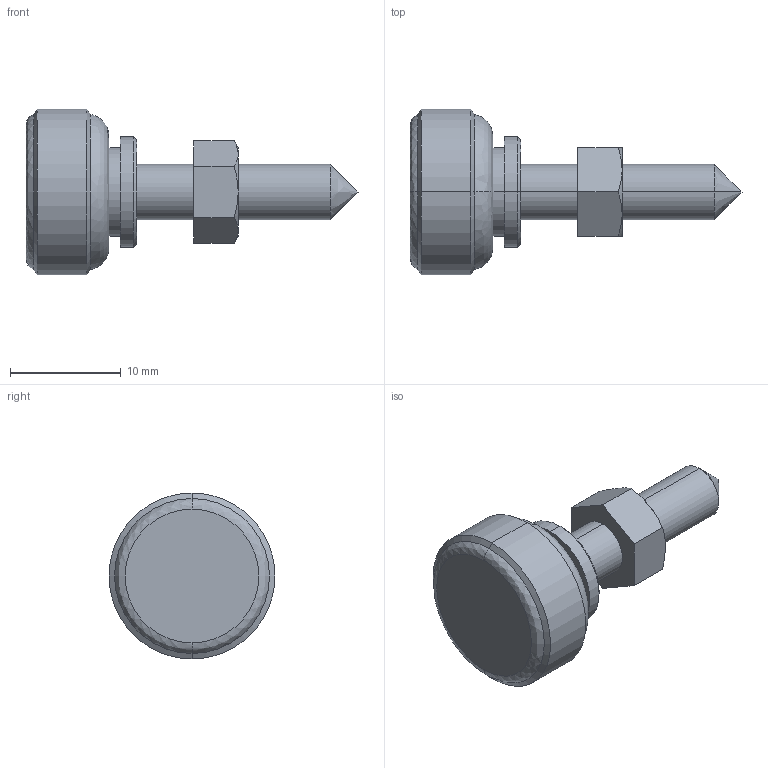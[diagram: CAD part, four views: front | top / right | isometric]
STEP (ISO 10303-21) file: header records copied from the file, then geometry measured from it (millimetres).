
FILE_DESCRIPTION( (''), '2;1');
FILE_NAME ('PC3955.24684.THA_340SUS_15_5_N_22299.stp','2025-12-02T13:25:04',(''),(''),'spGate 20.6.3 (****-****-****-****)','','');
FILE_SCHEMA (('AUTOMOTIVE_DESIGN'));
Length unit declared in the file: millimetre
Products named in the file (3): Assembly; THA_340SUS_15_5_Nツマミ; M5ナット
Assembly tree (2 placements, depth 2):
  Assembly
    THA_340SUS_15_5_Nツマミ
    M5ナット
Bounding box: 30 x 15 x 15 mm (x, y, z)
Volume: 1892.4 mm3; surface area: 1272 mm2
Topology: 2 solids, 2 shells, 40 faces, 86 edges, 51 vertices
Faces by surface type: bspline 18, plane 12, cylinder 10
Entity records: 1993 total; most frequent: CARTESIAN_POINT 460, ORIENTED_EDGE 168, DIRECTION 144, COLOUR_RGB 126, PRESENTATION_STYLE_ASSIGNMENT 126, STYLED_ITEM 126, EDGE_CURVE 84, DRAUGHTING_PRE_DEFINED_CURVE_FONT 84
